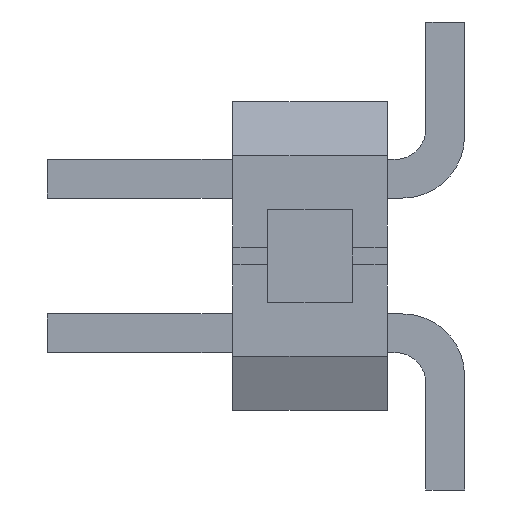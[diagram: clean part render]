
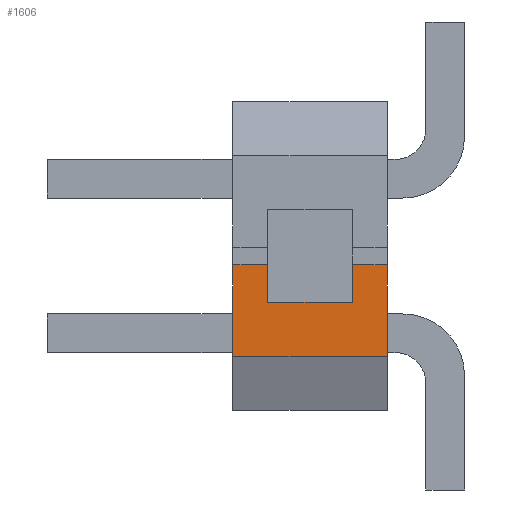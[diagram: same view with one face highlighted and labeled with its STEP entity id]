
A CAD part, left-side view. The second image highlights one B-rep face of the part: STEP entity #1606.
In plain terms, the highlighted planar face has unit normal (-1, 0, 0).
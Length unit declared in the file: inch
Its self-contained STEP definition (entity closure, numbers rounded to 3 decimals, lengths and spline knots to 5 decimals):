
#1606 = ADVANCED_FACE( '', ( #4468 ), #4469, .F. );
#4468 = FACE_OUTER_BOUND( '', #8784, .T. );
#4469 = PLANE( '', #8785 );
#8784 = EDGE_LOOP( '', ( #13606, #13607, #13608, #13609, #13610, #13611, #13612, #13613 ) );
#8785 = AXIS2_PLACEMENT_3D( '', #13614, #13615, #13616 );
#13606 = ORIENTED_EDGE( '', *, *, #26517, .F. );
#13607 = ORIENTED_EDGE( '', *, *, #26518, .T. );
#13608 = ORIENTED_EDGE( '', *, *, #26519, .T. );
#13609 = ORIENTED_EDGE( '', *, *, #26520, .T. );
#13610 = ORIENTED_EDGE( '', *, *, #26521, .F. );
#13611 = ORIENTED_EDGE( '', *, *, #26522, .F. );
#13612 = ORIENTED_EDGE( '', *, *, #26523, .T. );
#13613 = ORIENTED_EDGE( '', *, *, #26524, .T. );
#13614 = CARTESIAN_POINT( '', ( -0.9925, 0.05, -0.065 ) );
#13615 = DIRECTION( '', ( 1., 0., 0. ) );
#13616 = DIRECTION( '', ( 0., 0., -1. ) );
#26517 = EDGE_CURVE( '', #32157, #32158, #32159, .T. );
#26518 = EDGE_CURVE( '', #32157, #32160, #32161, .T. );
#26519 = EDGE_CURVE( '', #32160, #32162, #32163, .T. );
#26520 = EDGE_CURVE( '', #32162, #32164, #32165, .T. );
#26521 = EDGE_CURVE( '', #32166, #32164, #32167, .T. );
#26522 = EDGE_CURVE( '', #32168, #32166, #32169, .T. );
#26523 = EDGE_CURVE( '', #32168, #32170, #32171, .T. );
#26524 = EDGE_CURVE( '', #32170, #32158, #32172, .T. );
#32157 = VERTEX_POINT( '', #40356 );
#32158 = VERTEX_POINT( '', #40357 );
#32159 = LINE( '', #40358, #40359 );
#32160 = VERTEX_POINT( '', #40360 );
#32161 = LINE( '', #40361, #40362 );
#32162 = VERTEX_POINT( '', #40363 );
#32163 = LINE( '', #40364, #40365 );
#32164 = VERTEX_POINT( '', #40366 );
#32165 = LINE( '', #40367, #40368 );
#32166 = VERTEX_POINT( '', #40369 );
#32167 = LINE( '', #40370, #40371 );
#32168 = VERTEX_POINT( '', #40372 );
#32169 = LINE( '', #40373, #40374 );
#32170 = VERTEX_POINT( '', #40375 );
#32171 = LINE( '', #40376, #40377 );
#32172 = LINE( '', #40378, #40379 );
#40356 = CARTESIAN_POINT( '', ( -0.9925, -0.0275, -0.00575 ) );
#40357 = CARTESIAN_POINT( '', ( -0.9925, -0.05, -0.00575 ) );
#40358 = CARTESIAN_POINT( '', ( -0.9925, 0.05, -0.00575 ) );
#40359 = VECTOR( '', #50952, 39.37008 );
#40360 = CARTESIAN_POINT( '', ( -0.9925, -0.0275, -0.03 ) );
#40361 = CARTESIAN_POINT( '', ( -0.9925, -0.0275, 0.03 ) );
#40362 = VECTOR( '', #50953, 39.37008 );
#40363 = CARTESIAN_POINT( '', ( -0.9925, 0.0275, -0.03 ) );
#40364 = CARTESIAN_POINT( '', ( -0.9925, -0.0275, -0.03 ) );
#40365 = VECTOR( '', #50954, 39.37008 );
#40366 = CARTESIAN_POINT( '', ( -0.9925, 0.0275, -0.00575 ) );
#40367 = CARTESIAN_POINT( '', ( -0.9925, 0.0275, -0.03 ) );
#40368 = VECTOR( '', #50955, 39.37008 );
#40369 = CARTESIAN_POINT( '', ( -0.9925, 0.05, -0.00575 ) );
#40370 = CARTESIAN_POINT( '', ( -0.9925, 0.05, -0.00575 ) );
#40371 = VECTOR( '', #50956, 39.37008 );
#40372 = CARTESIAN_POINT( '', ( -0.9925, 0.05, -0.065 ) );
#40373 = CARTESIAN_POINT( '', ( -0.9925, 0.05, -0.065 ) );
#40374 = VECTOR( '', #50957, 39.37008 );
#40375 = CARTESIAN_POINT( '', ( -0.9925, -0.05, -0.065 ) );
#40376 = CARTESIAN_POINT( '', ( -0.9925, 0.05, -0.065 ) );
#40377 = VECTOR( '', #50958, 39.37008 );
#40378 = CARTESIAN_POINT( '', ( -0.9925, -0.05, -0.065 ) );
#40379 = VECTOR( '', #50959, 39.37008 );
#50952 = DIRECTION( '', ( 0., -1., 0. ) );
#50953 = DIRECTION( '', ( 0., 0., -1. ) );
#50954 = DIRECTION( '', ( 0., 1., 0. ) );
#50955 = DIRECTION( '', ( 0., 0., 1. ) );
#50956 = DIRECTION( '', ( 0., -1., 0. ) );
#50957 = DIRECTION( '', ( 0., 0., 1. ) );
#50958 = DIRECTION( '', ( 0., -1., 0. ) );
#50959 = DIRECTION( '', ( 0., 0., 1. ) );
